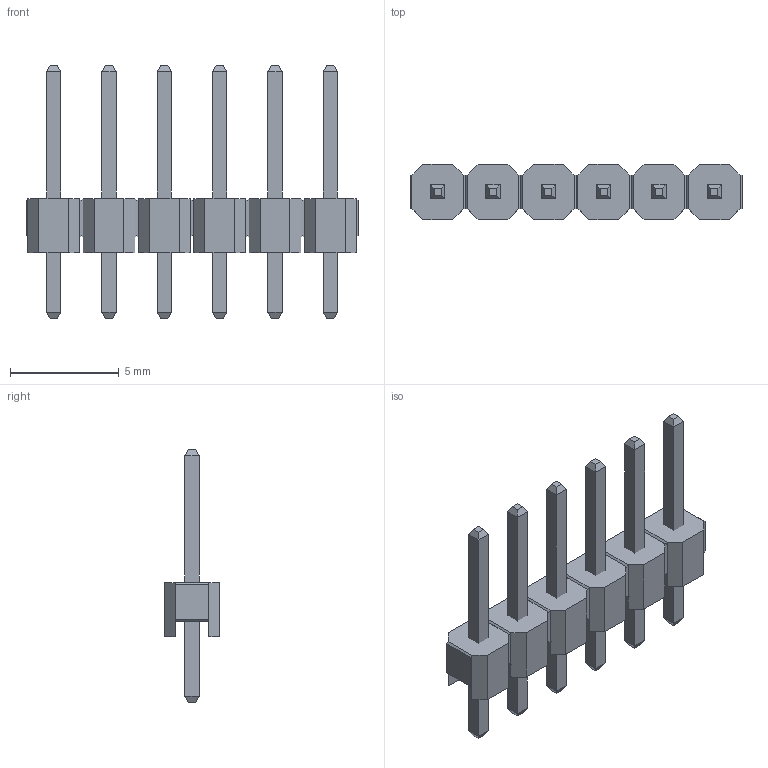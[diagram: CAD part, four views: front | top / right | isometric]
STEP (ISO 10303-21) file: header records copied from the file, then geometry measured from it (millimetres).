
FILE_DESCRIPTION(('STEP AP214'), '1');
FILE_NAME('DS1021-1x5SF11', '', ('UNSPECIFIED'), ('UNSPECIFIED'), 'ASCON STEP Converter 1.3', 'ASCON Math Kernel', '');
FILE_SCHEMA(('AUTOMOTIVE_DESIGN { 1 0 10303 214 3 1 1}'));
Length unit declared in the file: millimetre
Bounding box: 15.24 x 2.54 x 11.6 mm (x, y, z)
Volume: 99 mm3; surface area: 363.7 mm2
Topology: 7 solids, 7 shells, 196 faces, 426 edges, 244 vertices
Faces by surface type: plane 196
Entity records: 6718 total; most frequent: CARTESIAN_POINT 867, ORIENTED_EDGE 852, DIRECTION 820, EDGE_CURVE 426, LINE 426, VECTOR 426, VERTEX_POINT 244, COLOUR_RGB 203
